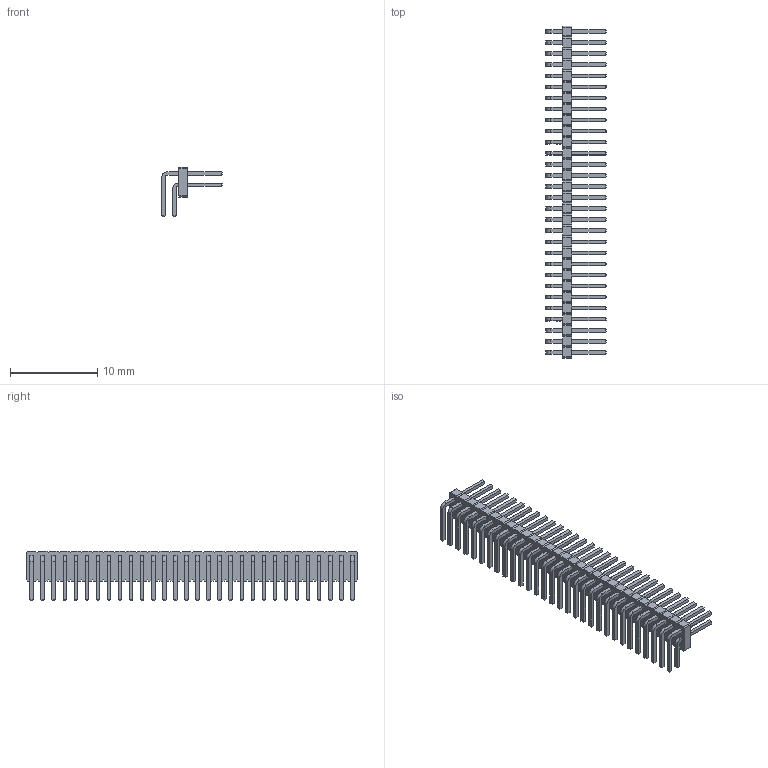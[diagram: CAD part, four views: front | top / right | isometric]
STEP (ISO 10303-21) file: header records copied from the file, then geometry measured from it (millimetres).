
FILE_DESCRIPTION(/* description */ ('model of Pin_Header_Angled_2x30_Pitch1.27mm'),/* implementation_level */ '2;1');
FILE_NAME(/* name */ 'Pin_Header_Angled_2x30_Pitch1.27mm.step',/* time_stamp */ '2017-06-29T10:01:46',/* author */ ('kicad StepUp','ksu'),/* organization */ ('FreeCAD'),/* preprocessor_version */ 'OCC',/* originating_system */ 'kicad StepUp',/* authorisation */ '');
FILE_SCHEMA(('AUTOMOTIVE_DESIGN_CC2 { 1 2 10303 214 -1 1 5 4 }'));
Length unit declared in the file: millimetre
Products named in the file (1): Pin_Header_Angled_2x30_Pitch127mm
Bounding box: 6.97 x 38.1 x 5.63 mm (x, y, z)
Volume: 216.4 mm3; surface area: 1218.9 mm2
Topology: 1 solids, 1 shells, 1504 faces, 3666 edges, 2284 vertices
Faces by surface type: plane 1384, cylinder 120
Entity records: 53291 total; most frequent: CARTESIAN_POINT 7455, ORIENTED_EDGE 7332, DIRECTION 6916, EDGE_CURVE 3666, LINE 3426, VECTOR 3426, VERTEX_POINT 2284, AXIS2_PLACEMENT_3D 1745
